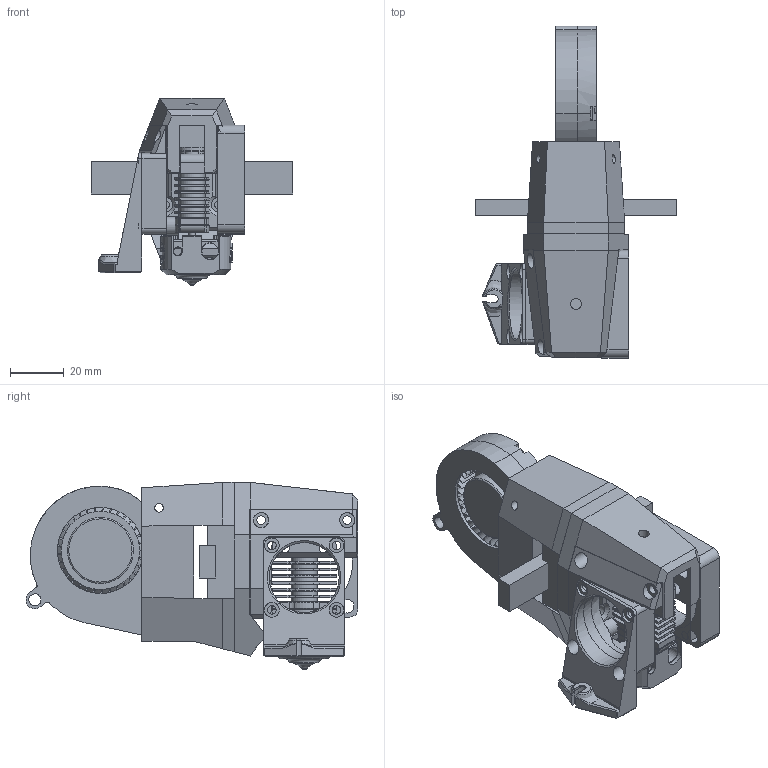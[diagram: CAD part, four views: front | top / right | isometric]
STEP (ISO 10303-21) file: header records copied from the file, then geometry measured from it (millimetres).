
FILE_DESCRIPTION(/* description */ ('STEP AP242','CAx-IF Rec.Pracs.---Representation and Presentation of Product Manufacturing Information (PMI)---4.0---2014-10-13','CAx-IF Rec.Pracs.---3D Tessellated Geometry---0.4---2014-09-14','2;1'),/* implementation_level */ '2;1');
FILE_NAME(/* name */ '61df01d70e2f06052945f77d',/* time_stamp */ '2022-01-12T16:29:14+00:00',/* author */ (''),/* organization */ (''),/* preprocessor_version */ 'ST-DEVELOPER v18.101',/* originating_system */ ' ',/* authorisation */ ' ');
FILE_SCHEMA (('AP242_MANAGED_MODEL_BASED_3D_ENGINEERING_MIM_LF { 1 0 10303 442 1 1 4 }'));
Products named in the file (25): 3010 Speed Fairing 2; Carriage; Grill wKlicky; V0 Fan duct wKlicky; 40mm Fan; 30mm Fan; 方案四实体化模型; 3010 Speed Fairing; Rail; Print Fan Mount; Hotend Mount; bottom; top; turbine
Bounding box: 75 x 123.3 x 69.51 mm (x, y, z)
Volume: 112729.4 mm3; surface area: 78559.8 mm2
Topology: 25 solids, 25 shells, 1739 faces, 4479 edges, 2829 vertices
Faces by surface type: plane 940, cylinder 502, cone 222, bspline 49, torus 19, sphere 7
Full cylindrical faces by diameter (mm): 1.4 x2, 1.5 x2, 2.385 x2, 2.4 x1, 2.6 x2, 2.9 x2, 3 x2, 3.1 x1, 3.2 x33, 4 x2, 4.5 x4, 4.7 x4, 4.85 x1, 5 x16, 5.3 x1, 5.5 x5, 5.6 x9, 5.65 x2, 6.05 x1, 6.2 x1, 6.3 x1, 7.9 x1, 9.7 x7, 10 x1, 22.8 x1, 24.5 x1, 26 x3, 32 x1, 36 x1
Entity records: 55471 total; most frequent: CARTESIAN_POINT 13590, ORIENTED_EDGE 8532, DIRECTION 8497, EDGE_CURVE 4266, AXIS2_PLACEMENT_3D 3108, VERTEX_POINT 2768, LINE 2281, VECTOR 2281
